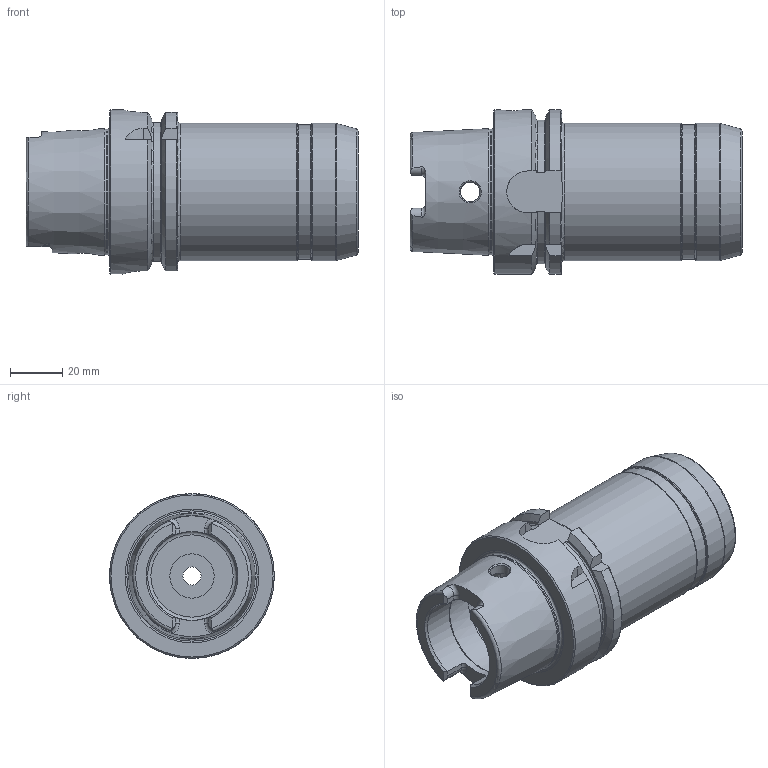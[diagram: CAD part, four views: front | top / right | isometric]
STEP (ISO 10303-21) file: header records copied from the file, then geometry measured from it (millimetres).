
FILE_DESCRIPTION(/* description */ (''),/* implementation_level */ '2;1');
FILE_NAME(/* name */ 'WQ005PE.stp',/* time_stamp */ '2023-06-08T09:30:37+09:00',/* author */ ('eos'),/* organization */ (''),/* preprocessor_version */ 'ST-DEVELOPER v18.1',/* originating_system */ 'Autodesk Inventor 2022',/* authorisation */ '');
FILE_SCHEMA (('AUTOMOTIVE_DESIGN { 1 0 10303 214 3 1 1 }'));
Length unit declared in the file: millimetre
Products named in the file (1): HSK63A
Bounding box: 127 x 63 x 63 mm (x, y, z)
Volume: 199281.7 mm3; surface area: 38140 mm2
Topology: 1 solids, 1 shells, 126 faces, 343 edges, 223 vertices
Faces by surface type: plane 43, cylinder 36, torus 28, cone 17, bspline 2
Full cylindrical faces by diameter (mm): 6.917 x1, 7.5 x2, 10 x1, 14 x1, 16.917 x1, 19 x1, 25.4 x1, 26.2 x1, 34 x2, 40 x1, 48.041 x1, 51.5 x1, 52.5 x2, 63 x1
Entity records: 4751 total; most frequent: CARTESIAN_POINT 1532, ORIENTED_EDGE 686, DIRECTION 674, EDGE_CURVE 343, AXIS2_PLACEMENT_3D 281, VERTEX_POINT 223, CIRCLE 148, EDGE_LOOP 136
